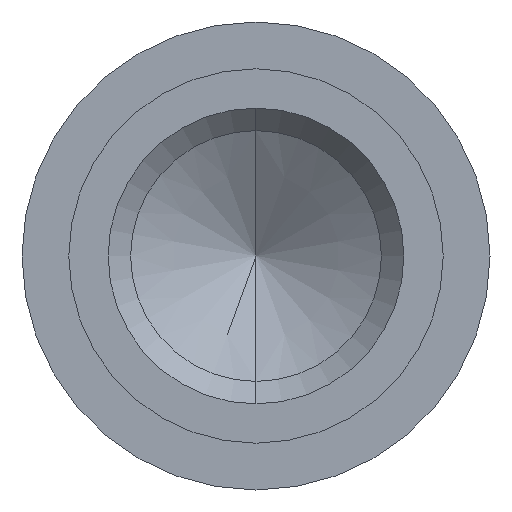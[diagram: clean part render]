
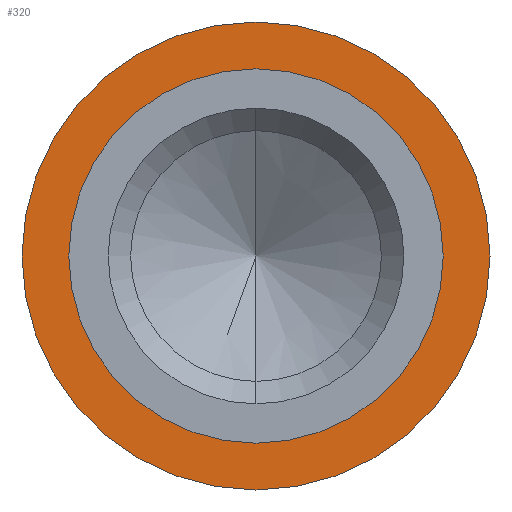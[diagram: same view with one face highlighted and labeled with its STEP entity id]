
A CAD part, left-side view. The second image highlights one B-rep face of the part: STEP entity #320.
In plain terms, the highlighted planar face has unit normal (-1, 0, 0).
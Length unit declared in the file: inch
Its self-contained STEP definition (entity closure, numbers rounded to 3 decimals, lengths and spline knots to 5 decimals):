
#28 = CIRCLE ( 'NONE', #230, 0.0435 ) ;
#54 = VERTEX_POINT ( 'NONE', #641 ) ;
#61 = CARTESIAN_POINT ( 'NONE',  ( 0.06, 0., -0.0625 ) ) ;
#70 = CARTESIAN_POINT ( 'NONE',  ( 0.06, 0., 0. ) ) ;
#71 = EDGE_CURVE ( 'NONE', #730, #336, #426, .T. ) ;
#79 = ORIENTED_EDGE ( 'NONE', *, *, #355, .T. ) ;
#104 = CARTESIAN_POINT ( 'NONE',  ( 0.06, 0.0625, 0. ) ) ;
#110 = VERTEX_POINT ( 'NONE', #61 ) ;
#132 = DIRECTION ( 'NONE',  ( -1., 0., 0. ) ) ;
#187 = DIRECTION ( 'NONE',  ( 0., 0., 1. ) ) ;
#209 = CARTESIAN_POINT ( 'NONE',  ( 0.06, 0., 0.0435 ) ) ;
#230 = AXIS2_PLACEMENT_3D ( 'NONE', #645, #700, #366 ) ;
#239 = EDGE_LOOP ( 'NONE', ( #439, #270 ) ) ;
#246 = AXIS2_PLACEMENT_3D ( 'NONE', #330, #327, #496 ) ;
#268 = CIRCLE ( 'NONE', #416, 0.0625 ) ;
#270 = ORIENTED_EDGE ( 'NONE', *, *, #673, .F. ) ;
#277 = CARTESIAN_POINT ( 'NONE',  ( 0.06, 0., -0.0435 ) ) ;
#320 = ADVANCED_FACE ( 'NONE', ( #734, #488 ), #393, .F. ) ;
#327 = DIRECTION ( 'NONE',  ( -1., 0., 0. ) ) ;
#330 = CARTESIAN_POINT ( 'NONE',  ( 0.06, 0., 0. ) ) ;
#336 = VERTEX_POINT ( 'NONE', #277 ) ;
#355 = EDGE_CURVE ( 'NONE', #110, #54, #268, .T. ) ;
#366 = DIRECTION ( 'NONE',  ( 0., 0., 1. ) ) ;
#393 = PLANE ( 'NONE',  #587 ) ;
#400 = DIRECTION ( 'NONE',  ( 0., 0., 1. ) ) ;
#416 = AXIS2_PLACEMENT_3D ( 'NONE', #621, #738, #400 ) ;
#426 = CIRCLE ( 'NONE', #454, 0.0435 ) ;
#439 = ORIENTED_EDGE ( 'NONE', *, *, #71, .F. ) ;
#454 = AXIS2_PLACEMENT_3D ( 'NONE', #70, #132, #187 ) ;
#476 = EDGE_LOOP ( 'NONE', ( #677, #79 ) ) ;
#488 = FACE_OUTER_BOUND ( 'NONE', #476, .T. ) ;
#496 = DIRECTION ( 'NONE',  ( 0., 0., 1. ) ) ;
#536 = CIRCLE ( 'NONE', #246, 0.0625 ) ;
#587 = AXIS2_PLACEMENT_3D ( 'NONE', #104, #731, #679 ) ;
#621 = CARTESIAN_POINT ( 'NONE',  ( 0.06, 0., 0. ) ) ;
#641 = CARTESIAN_POINT ( 'NONE',  ( 0.06, 0., 0.0625 ) ) ;
#645 = CARTESIAN_POINT ( 'NONE',  ( 0.06, 0., 0. ) ) ;
#673 = EDGE_CURVE ( 'NONE', #336, #730, #28, .T. ) ;
#677 = ORIENTED_EDGE ( 'NONE', *, *, #724, .T. ) ;
#679 = DIRECTION ( 'NONE',  ( 0., 0., -1. ) ) ;
#700 = DIRECTION ( 'NONE',  ( -1., 0., 0. ) ) ;
#724 = EDGE_CURVE ( 'NONE', #54, #110, #536, .T. ) ;
#730 = VERTEX_POINT ( 'NONE', #209 ) ;
#731 = DIRECTION ( 'NONE',  ( 1., 0., 0. ) ) ;
#734 = FACE_BOUND ( 'NONE', #239, .T. ) ;
#738 = DIRECTION ( 'NONE',  ( -1., 0., 0. ) ) ;
